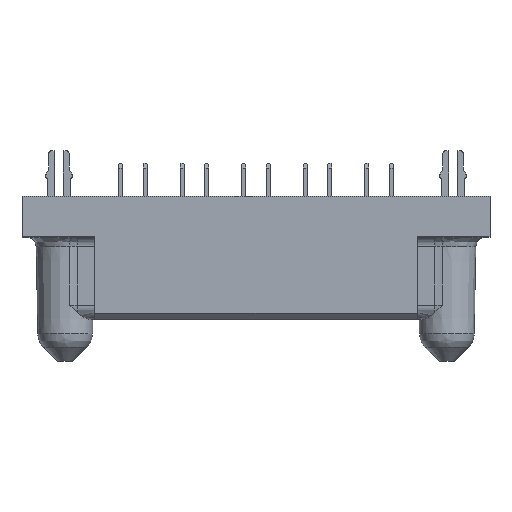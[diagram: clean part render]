
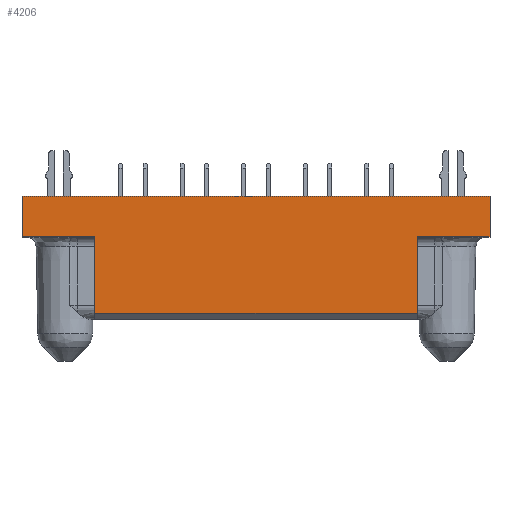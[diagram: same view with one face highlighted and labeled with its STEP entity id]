
A CAD part, top view. The second image highlights one B-rep face of the part: STEP entity #4206.
In plain terms, the highlighted planar face has unit normal (0, 0, 1).
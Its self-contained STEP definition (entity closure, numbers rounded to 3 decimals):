
#265=CARTESIAN_POINT('',(36.83,12.7,5.97));
#266=VERTEX_POINT('',#265);
#273=CARTESIAN_POINT('',(36.83,8.5,5.97));
#274=VERTEX_POINT('',#273);
#275=CARTESIAN_POINT('',(36.83,12.7,5.97));
#276=DIRECTION('',(0.,-1.,0.));
#277=VECTOR('',#276,4.2);
#278=LINE('',#275,#277);
#279=EDGE_CURVE('',#266,#274,#278,.T.);
#359=CARTESIAN_POINT('',(29.33,8.5,5.97));
#360=VERTEX_POINT('',#359);
#361=CARTESIAN_POINT('',(36.83,8.5,5.97));
#362=DIRECTION('',(-1.,0.,0.));
#363=VECTOR('',#362,7.5);
#364=LINE('',#361,#363);
#365=EDGE_CURVE('',#274,#360,#364,.T.);
#1073=CARTESIAN_POINT('',(29.33,0.65,5.97));
#1074=VERTEX_POINT('',#1073);
#1075=CARTESIAN_POINT('',(29.33,8.5,5.97));
#1076=DIRECTION('',(0.,-1.,0.));
#1077=VECTOR('',#1076,7.85);
#1078=LINE('',#1075,#1077);
#1079=EDGE_CURVE('',#360,#1074,#1078,.T.);
#4076=CARTESIAN_POINT('',(-11.43,8.5,5.97));
#4077=VERTEX_POINT('',#4076);
#4133=CARTESIAN_POINT('',(-3.93,8.5,5.97));
#4134=VERTEX_POINT('',#4133);
#4141=CARTESIAN_POINT('',(-3.93,8.5,5.97));
#4142=DIRECTION('',(-1.,0.,0.));
#4143=VECTOR('',#4142,7.5);
#4144=LINE('',#4141,#4143);
#4145=EDGE_CURVE('',#4134,#4077,#4144,.T.);
#4155=CARTESIAN_POINT('',(-11.43,12.7,5.97));
#4156=VERTEX_POINT('',#4155);
#4157=CARTESIAN_POINT('',(-11.43,8.5,5.97));
#4158=DIRECTION('',(0.,1.,0.));
#4159=VECTOR('',#4158,4.2);
#4160=LINE('',#4157,#4159);
#4161=EDGE_CURVE('',#4077,#4156,#4160,.T.);
#4174=CARTESIAN_POINT('',(12.7,6.675,5.97));
#4175=DIRECTION('',(1.,0.,0.));
#4176=DIRECTION('',(0.,0.,1.));
#4177=AXIS2_PLACEMENT_3D('',#4174,#4176,#4175);
#4178=PLANE('',#4177);
#4179=ORIENTED_EDGE('',*,*,#4161,.F.);
#4180=ORIENTED_EDGE('',*,*,#4145,.F.);
#4181=CARTESIAN_POINT('',(-3.93,0.65,5.97));
#4182=VERTEX_POINT('',#4181);
#4183=CARTESIAN_POINT('',(-3.93,8.5,5.97));
#4184=DIRECTION('',(0.,-1.,0.));
#4185=VECTOR('',#4184,7.85);
#4186=LINE('',#4183,#4185);
#4187=EDGE_CURVE('',#4134,#4182,#4186,.T.);
#4188=ORIENTED_EDGE('',*,*,#4187,.T.);
#4189=CARTESIAN_POINT('',(-3.93,0.65,5.97));
#4190=DIRECTION('',(1.,0.,0.));
#4191=VECTOR('',#4190,33.26);
#4192=LINE('',#4189,#4191);
#4193=EDGE_CURVE('',#4182,#1074,#4192,.T.);
#4194=ORIENTED_EDGE('',*,*,#4193,.T.);
#4195=ORIENTED_EDGE('',*,*,#1079,.F.);
#4196=ORIENTED_EDGE('',*,*,#365,.F.);
#4197=ORIENTED_EDGE('',*,*,#279,.F.);
#4198=CARTESIAN_POINT('',(36.83,12.7,5.97));
#4199=DIRECTION('',(-1.,0.,0.));
#4200=VECTOR('',#4199,48.26);
#4201=LINE('',#4198,#4200);
#4202=EDGE_CURVE('',#266,#4156,#4201,.T.);
#4203=ORIENTED_EDGE('',*,*,#4202,.T.);
#4204=EDGE_LOOP('',(#4179,#4180,#4188,#4194,#4195,#4196,#4197,#4203));
#4205=FACE_OUTER_BOUND('',#4204,.T.);
#4206=ADVANCED_FACE('',(#4205),#4178,.T.);
